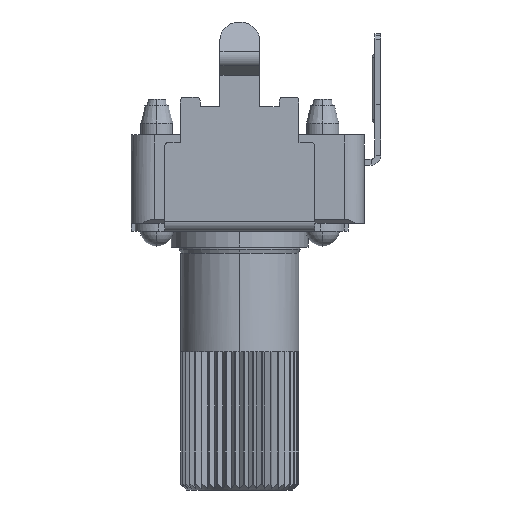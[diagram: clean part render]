
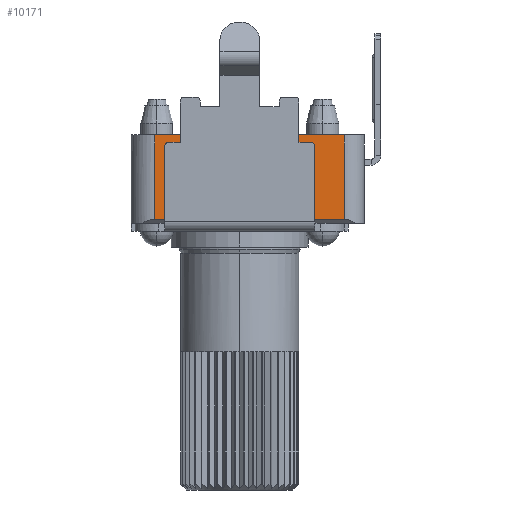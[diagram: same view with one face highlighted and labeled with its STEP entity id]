
A CAD part, left-side view. The second image highlights one B-rep face of the part: STEP entity #10171.
In plain terms, the highlighted planar face has unit normal (-1, 0, 0).
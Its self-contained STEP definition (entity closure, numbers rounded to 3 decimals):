
#229 = DIRECTION ( 'NONE',  ( 0., 1., 0. ) ) ;
#1408 = DIRECTION ( 'NONE',  ( 0., -1., 0. ) ) ;
#2200 = VERTEX_POINT ( 'NONE', #11990 ) ;
#2415 = CARTESIAN_POINT ( 'NONE',  ( -4.4, -5.3, 4.48 ) ) ;
#2632 = VERTEX_POINT ( 'NONE', #18549 ) ;
#2916 = CARTESIAN_POINT ( 'NONE',  ( -4.4, 4.3, 0.2 ) ) ;
#3501 = CARTESIAN_POINT ( 'NONE',  ( -4.4, 4.3, 0.2 ) ) ;
#3612 = EDGE_CURVE ( 'NONE', #15057, #2200, #10491, .T. ) ;
#4136 = VECTOR ( 'NONE', #4708, 1000. ) ;
#4383 = CARTESIAN_POINT ( 'NONE',  ( -4.4, 4.3, 4.48 ) ) ;
#4552 = PLANE ( 'NONE',  #12588 ) ;
#4688 = CARTESIAN_POINT ( 'NONE',  ( -4.4, 4.3, 4.48 ) ) ;
#4708 = DIRECTION ( 'NONE',  ( 0., -1., 0. ) ) ;
#5024 = LINE ( 'NONE', #11789, #4136 ) ;
#5063 = EDGE_LOOP ( 'NONE', ( #13479, #12619, #5084, #14102 ) ) ;
#5084 = ORIENTED_EDGE ( 'NONE', *, *, #17588, .F. ) ;
#5718 = LINE ( 'NONE', #2415, #11583 ) ;
#7314 = LINE ( 'NONE', #4383, #12255 ) ;
#9655 = EDGE_CURVE ( 'NONE', #10326, #2632, #5024, .T. ) ;
#9935 = DIRECTION ( 'NONE',  ( 0., 0., -1. ) ) ;
#10171 = ADVANCED_FACE ( 'NONE', ( #15725 ), #4552, .F. ) ;
#10326 = VERTEX_POINT ( 'NONE', #13697 ) ;
#10491 = LINE ( 'NONE', #2916, #10952 ) ;
#10952 = VECTOR ( 'NONE', #1408, 1000. ) ;
#11583 = VECTOR ( 'NONE', #13767, 1000. ) ;
#11679 = EDGE_CURVE ( 'NONE', #10326, #15057, #7314, .T. ) ;
#11766 = DIRECTION ( 'NONE',  ( 1., 0., 0. ) ) ;
#11789 = CARTESIAN_POINT ( 'NONE',  ( -4.4, 4.3, 4.48 ) ) ;
#11990 = CARTESIAN_POINT ( 'NONE',  ( -4.4, -5.3, 0.2 ) ) ;
#12255 = VECTOR ( 'NONE', #9935, 1000. ) ;
#12588 = AXIS2_PLACEMENT_3D ( 'NONE', #4688, #11766, #229 ) ;
#12619 = ORIENTED_EDGE ( 'NONE', *, *, #3612, .T. ) ;
#13479 = ORIENTED_EDGE ( 'NONE', *, *, #11679, .T. ) ;
#13697 = CARTESIAN_POINT ( 'NONE',  ( -4.4, 4.3, 4.48 ) ) ;
#13767 = DIRECTION ( 'NONE',  ( 0., 0., -1. ) ) ;
#14102 = ORIENTED_EDGE ( 'NONE', *, *, #9655, .F. ) ;
#15057 = VERTEX_POINT ( 'NONE', #3501 ) ;
#15725 = FACE_OUTER_BOUND ( 'NONE', #5063, .T. ) ;
#17588 = EDGE_CURVE ( 'NONE', #2632, #2200, #5718, .T. ) ;
#18549 = CARTESIAN_POINT ( 'NONE',  ( -4.4, -5.3, 4.48 ) ) ;
